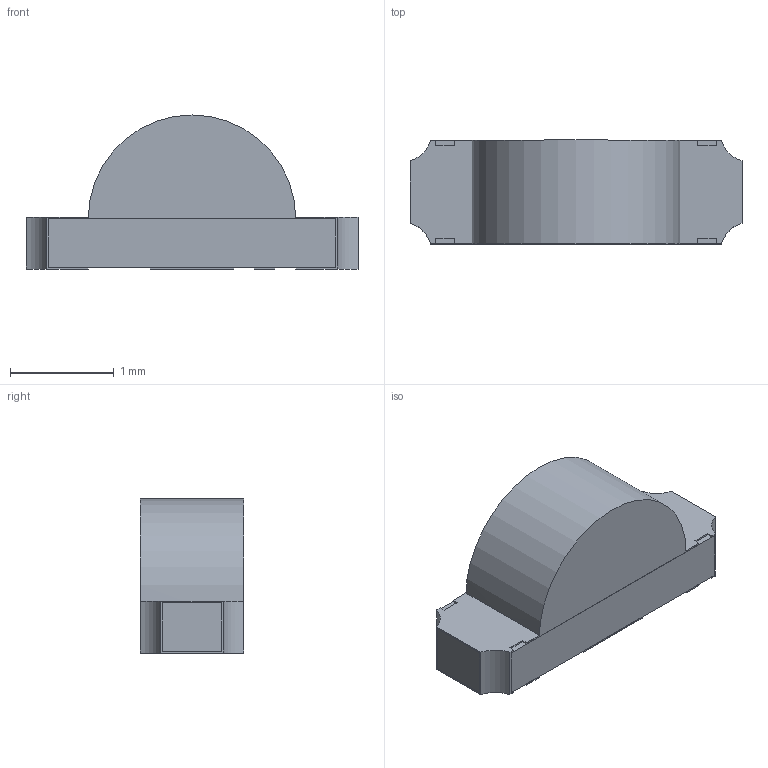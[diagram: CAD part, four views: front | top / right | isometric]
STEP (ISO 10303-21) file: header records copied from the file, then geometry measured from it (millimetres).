
FILE_DESCRIPTION( ( 'Unknown' ), '1' );
FILE_NAME( 'LL-S110PGC-G5-1B.stp', 'Unknown', ( 'Unknown' ), ( 'Unknown' ), 'PSStep 13.0', 'Unknown', ' ' );
FILE_SCHEMA( ( 'AUTOMOTIVE_DESIGN { 1 0 10303 214 1 1 1 1 }' ) );
Length unit declared in the file: millimetre
Products named in the file (7): Assem1; contact-pins; glass housing; PCB
Bounding box: 3.2 x 1 x 1.49 mm (x, y, z)
Surface area: 53.4 mm2
Topology: 12 solids, 12 shells, 236 faces, 636 edges, 424 vertices
Faces by surface type: plane 206, cylinder 30
Entity records: 4698 total; most frequent: CARTESIAN_POINT 655, ORIENTED_EDGE 636, DIRECTION 602, EDGE_CURVE 318, LINE 284, VECTOR 284, VERTEX_POINT 212, AXIS2_PLACEMENT_3D 159
